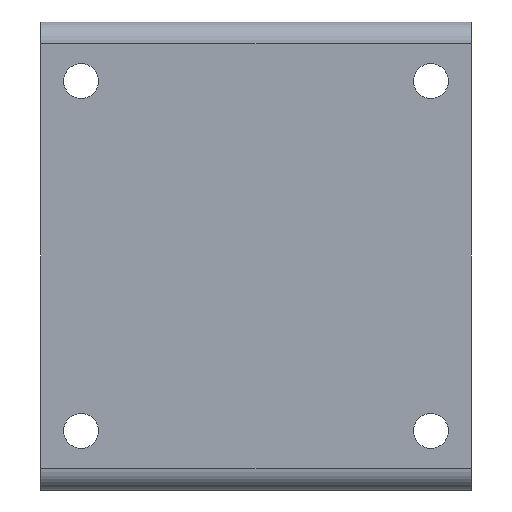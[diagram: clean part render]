
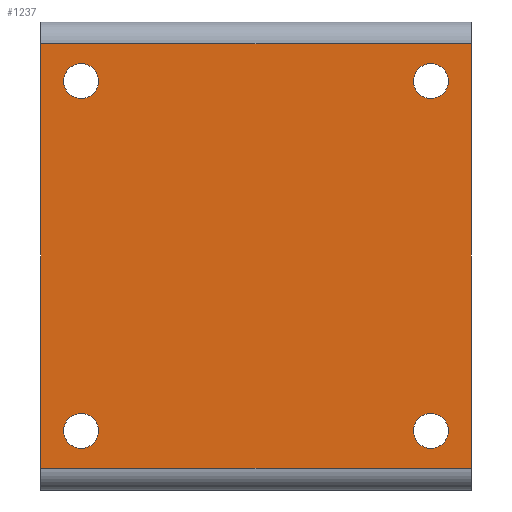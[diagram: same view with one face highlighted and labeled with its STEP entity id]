
A CAD part, front view. The second image highlights one B-rep face of the part: STEP entity #1237.
In plain terms, the highlighted planar face has unit normal (0, -1, 0).
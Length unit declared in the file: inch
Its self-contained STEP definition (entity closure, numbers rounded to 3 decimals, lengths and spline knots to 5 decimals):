
#2 = VECTOR ( 'NONE', #267, 39.37008 ) ;
#8 = EDGE_CURVE ( 'NONE', #726, #1370, #725, .T. ) ;
#13 = DIRECTION ( 'NONE',  ( 0., 0., 1. ) ) ;
#14 = EDGE_LOOP ( 'NONE', ( #932, #976, #62, #275 ) ) ;
#23 = DIRECTION ( 'NONE',  ( 0., 0., 1. ) ) ;
#31 = ORIENTED_EDGE ( 'NONE', *, *, #1351, .T. ) ;
#35 = AXIS2_PLACEMENT_3D ( 'NONE', #823, #1156, #699 ) ;
#38 = FACE_BOUND ( 'NONE', #438, .T. ) ;
#53 = CARTESIAN_POINT ( 'NONE',  ( 1.5748, 0., 1.55512 ) ) ;
#62 = ORIENTED_EDGE ( 'NONE', *, *, #307, .T. ) ;
#72 = CARTESIAN_POINT ( 'NONE',  ( -1.40748, 0., -1.27953 ) ) ;
#89 = ORIENTED_EDGE ( 'NONE', *, *, #802, .T. ) ;
#100 = DIRECTION ( 'NONE',  ( 0., 0., 1. ) ) ;
#115 = EDGE_LOOP ( 'NONE', ( #89, #957 ) ) ;
#118 = DIRECTION ( 'NONE',  ( 0., 1., 0. ) ) ;
#121 = DIRECTION ( 'NONE',  ( 0., 1., 0. ) ) ;
#164 = DIRECTION ( 'NONE',  ( 0., 0., 1. ) ) ;
#186 = VERTEX_POINT ( 'NONE', #955 ) ;
#193 = EDGE_CURVE ( 'NONE', #1353, #316, #1114, .T. ) ;
#207 = CIRCLE ( 'NONE', #273, 0.12795 ) ;
#235 = DIRECTION ( 'NONE',  ( 0., 1., 0. ) ) ;
#245 = EDGE_CURVE ( 'NONE', #186, #314, #386, .T. ) ;
#251 = CARTESIAN_POINT ( 'NONE',  ( 1.40748, 0., 1.27953 ) ) ;
#267 = DIRECTION ( 'NONE',  ( 0., 0., 1. ) ) ;
#273 = AXIS2_PLACEMENT_3D ( 'NONE', #934, #1384, #23 ) ;
#275 = ORIENTED_EDGE ( 'NONE', *, *, #615, .T. ) ;
#307 = EDGE_CURVE ( 'NONE', #708, #466, #1257, .T. ) ;
#314 = VERTEX_POINT ( 'NONE', #465 ) ;
#316 = VERTEX_POINT ( 'NONE', #251 ) ;
#376 = ORIENTED_EDGE ( 'NONE', *, *, #1335, .T. ) ;
#382 = EDGE_CURVE ( 'NONE', #1318, #425, #207, .T. ) ;
#386 = CIRCLE ( 'NONE', #1041, 0.12795 ) ;
#390 = CARTESIAN_POINT ( 'NONE',  ( 1.40748, 0., -1.27953 ) ) ;
#391 = AXIS2_PLACEMENT_3D ( 'NONE', #1118, #118, #560 ) ;
#405 = DIRECTION ( 'NONE',  ( 0., 0., 1. ) ) ;
#409 = AXIS2_PLACEMENT_3D ( 'NONE', #535, #982, #164 ) ;
#411 = LINE ( 'NONE', #1074, #1362 ) ;
#424 = DIRECTION ( 'NONE',  ( 0., 1., 0. ) ) ;
#425 = VERTEX_POINT ( 'NONE', #851 ) ;
#438 = EDGE_LOOP ( 'NONE', ( #585, #376 ) ) ;
#440 = EDGE_CURVE ( 'NONE', #1370, #708, #966, .T. ) ;
#449 = VERTEX_POINT ( 'NONE', #72 ) ;
#459 = CARTESIAN_POINT ( 'NONE',  ( 1.5748, 0., 1.55512 ) ) ;
#463 = CARTESIAN_POINT ( 'NONE',  ( -1.15157, 0., -1.27953 ) ) ;
#465 = CARTESIAN_POINT ( 'NONE',  ( -1.40748, 0., 1.27953 ) ) ;
#466 = VERTEX_POINT ( 'NONE', #604 ) ;
#483 = PLANE ( 'NONE',  #35 ) ;
#524 = EDGE_LOOP ( 'NONE', ( #31, #964 ) ) ;
#535 = CARTESIAN_POINT ( 'NONE',  ( 1.27953, 0., 1.27953 ) ) ;
#537 = FACE_OUTER_BOUND ( 'NONE', #14, .T. ) ;
#548 = CARTESIAN_POINT ( 'NONE',  ( 1.5748, 0., -1.55512 ) ) ;
#558 = AXIS2_PLACEMENT_3D ( 'NONE', #993, #424, #100 ) ;
#560 = DIRECTION ( 'NONE',  ( 0., 0., 1. ) ) ;
#585 = ORIENTED_EDGE ( 'NONE', *, *, #193, .T. ) ;
#604 = CARTESIAN_POINT ( 'NONE',  ( -1.5748, 0., -1.55512 ) ) ;
#615 = EDGE_CURVE ( 'NONE', #466, #726, #411, .T. ) ;
#626 = DIRECTION ( 'NONE',  ( 0., 0., 1. ) ) ;
#677 = EDGE_CURVE ( 'NONE', #812, #449, #1116, .T. ) ;
#682 = DIRECTION ( 'NONE',  ( 0., 0., 1. ) ) ;
#686 = DIRECTION ( 'NONE',  ( 0., 0., -1. ) ) ;
#699 = DIRECTION ( 'NONE',  ( 0., 0., -1. ) ) ;
#708 = VERTEX_POINT ( 'NONE', #1220 ) ;
#709 = CARTESIAN_POINT ( 'NONE',  ( 1.5748, 0., 1.55512 ) ) ;
#712 = DIRECTION ( 'NONE',  ( -1., 0., 0. ) ) ;
#721 = VECTOR ( 'NONE', #712, 39.37008 ) ;
#724 = CARTESIAN_POINT ( 'NONE',  ( 1.27953, 0., -1.27953 ) ) ;
#725 = LINE ( 'NONE', #709, #2 ) ;
#726 = VERTEX_POINT ( 'NONE', #548 ) ;
#747 = CARTESIAN_POINT ( 'NONE',  ( -1.27953, 0., -1.27953 ) ) ;
#789 = AXIS2_PLACEMENT_3D ( 'NONE', #747, #961, #405 ) ;
#802 = EDGE_CURVE ( 'NONE', #314, #186, #1284, .T. ) ;
#812 = VERTEX_POINT ( 'NONE', #463 ) ;
#823 = CARTESIAN_POINT ( 'NONE',  ( 1.5748, 0., 1.55512 ) ) ;
#829 = ORIENTED_EDGE ( 'NONE', *, *, #1342, .T. ) ;
#839 = DIRECTION ( 'NONE',  ( 0., 1., 0. ) ) ;
#851 = CARTESIAN_POINT ( 'NONE',  ( 1.15157, 0., -1.27953 ) ) ;
#853 = EDGE_LOOP ( 'NONE', ( #829, #1285 ) ) ;
#860 = DIRECTION ( 'NONE',  ( 1., 0., 0. ) ) ;
#875 = CARTESIAN_POINT ( 'NONE',  ( -1.27953, 0., 1.27953 ) ) ;
#932 = ORIENTED_EDGE ( 'NONE', *, *, #8, .T. ) ;
#934 = CARTESIAN_POINT ( 'NONE',  ( 1.27953, 0., -1.27953 ) ) ;
#955 = CARTESIAN_POINT ( 'NONE',  ( -1.15157, 0., 1.27953 ) ) ;
#957 = ORIENTED_EDGE ( 'NONE', *, *, #245, .T. ) ;
#961 = DIRECTION ( 'NONE',  ( 0., 1., 0. ) ) ;
#964 = ORIENTED_EDGE ( 'NONE', *, *, #677, .T. ) ;
#966 = LINE ( 'NONE', #53, #721 ) ;
#976 = ORIENTED_EDGE ( 'NONE', *, *, #440, .T. ) ;
#982 = DIRECTION ( 'NONE',  ( 0., 1., 0. ) ) ;
#993 = CARTESIAN_POINT ( 'NONE',  ( -1.27953, 0., -1.27953 ) ) ;
#1023 = VECTOR ( 'NONE', #686, 39.37008 ) ;
#1037 = CIRCLE ( 'NONE', #409, 0.12795 ) ;
#1041 = AXIS2_PLACEMENT_3D ( 'NONE', #875, #235, #682 ) ;
#1074 = CARTESIAN_POINT ( 'NONE',  ( 1.5748, 0., -1.55512 ) ) ;
#1090 = AXIS2_PLACEMENT_3D ( 'NONE', #724, #839, #626 ) ;
#1091 = FACE_BOUND ( 'NONE', #115, .T. ) ;
#1114 = CIRCLE ( 'NONE', #1242, 0.12795 ) ;
#1116 = CIRCLE ( 'NONE', #558, 0.12795 ) ;
#1118 = CARTESIAN_POINT ( 'NONE',  ( -1.27953, 0., 1.27953 ) ) ;
#1121 = CARTESIAN_POINT ( 'NONE',  ( -1.5748, 0., 1.55512 ) ) ;
#1156 = DIRECTION ( 'NONE',  ( 0., -1., 0. ) ) ;
#1215 = FACE_BOUND ( 'NONE', #524, .T. ) ;
#1220 = CARTESIAN_POINT ( 'NONE',  ( -1.5748, 0., 1.55512 ) ) ;
#1234 = CIRCLE ( 'NONE', #1090, 0.12795 ) ;
#1237 = ADVANCED_FACE ( 'NONE', ( #537, #1091, #1215, #1429, #38 ), #483, .T. ) ;
#1242 = AXIS2_PLACEMENT_3D ( 'NONE', #1430, #121, #13 ) ;
#1257 = LINE ( 'NONE', #1121, #1023 ) ;
#1284 = CIRCLE ( 'NONE', #391, 0.12795 ) ;
#1285 = ORIENTED_EDGE ( 'NONE', *, *, #382, .T. ) ;
#1318 = VERTEX_POINT ( 'NONE', #390 ) ;
#1335 = EDGE_CURVE ( 'NONE', #316, #1353, #1037, .T. ) ;
#1342 = EDGE_CURVE ( 'NONE', #425, #1318, #1234, .T. ) ;
#1351 = EDGE_CURVE ( 'NONE', #449, #812, #1426, .T. ) ;
#1353 = VERTEX_POINT ( 'NONE', #1438 ) ;
#1362 = VECTOR ( 'NONE', #860, 39.37008 ) ;
#1370 = VERTEX_POINT ( 'NONE', #459 ) ;
#1384 = DIRECTION ( 'NONE',  ( 0., 1., 0. ) ) ;
#1426 = CIRCLE ( 'NONE', #789, 0.12795 ) ;
#1429 = FACE_BOUND ( 'NONE', #853, .T. ) ;
#1430 = CARTESIAN_POINT ( 'NONE',  ( 1.27953, 0., 1.27953 ) ) ;
#1438 = CARTESIAN_POINT ( 'NONE',  ( 1.15157, 0., 1.27953 ) ) ;
